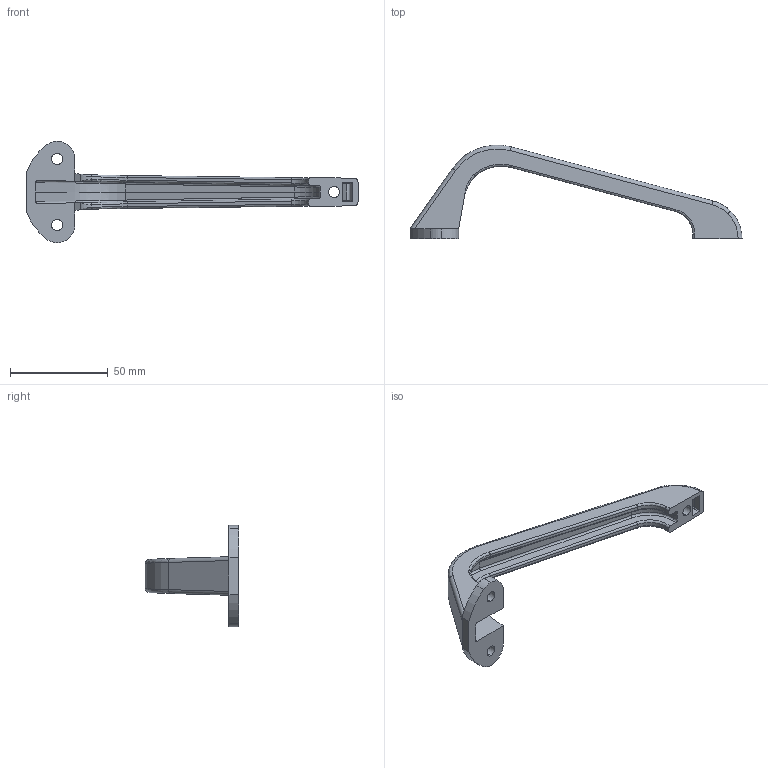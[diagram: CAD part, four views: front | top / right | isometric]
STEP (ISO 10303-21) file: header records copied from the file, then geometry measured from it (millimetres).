
FILE_DESCRIPTION(/* description */ (''),/* implementation_level */ '2;1');
FILE_NAME(/* name */ '1292.stp',/* time_stamp */ '2019-08-05T09:35:53+02:00',/* author */ ('DOMINIQUE'),/* organization */ (''),/* preprocessor_version */ 'ST-DEVELOPER v17.2',/* originating_system */ 'Autodesk Inventor 2019',/* authorisation */ '');
FILE_SCHEMA (('AUTOMOTIVE_DESIGN { 1 0 10303 214 3 1 1 }'));
Length unit declared in the file: millimetre
Products named in the file (1): 1292
Bounding box: 170.24 x 47.94 x 51.99 mm (x, y, z)
Volume: 27115 mm3; surface area: 15673.1 mm2
Topology: 1 solids, 1 shells, 120 faces, 300 edges, 181 vertices
Faces by surface type: cylinder 52, plane 35, bspline 31, cone 2
Entity records: 10985 total; most frequent: CARTESIAN_POINT 8182, ORIENTED_EDGE 592, DIRECTION 569, EDGE_CURVE 296, AXIS2_PLACEMENT_3D 214, VERTEX_POINT 181, LINE 141, VECTOR 141
